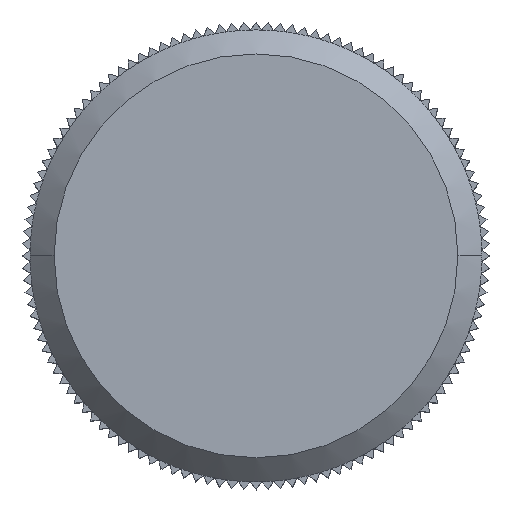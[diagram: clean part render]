
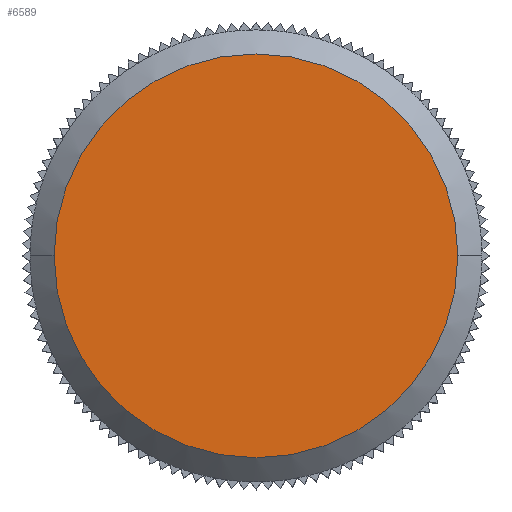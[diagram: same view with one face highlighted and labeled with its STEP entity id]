
A CAD part, top view. The second image highlights one B-rep face of the part: STEP entity #6589.
In plain terms, the highlighted planar face has unit normal (0, 0, 1).
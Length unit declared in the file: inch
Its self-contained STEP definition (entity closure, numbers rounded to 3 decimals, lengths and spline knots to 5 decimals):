
#660 = DIRECTION ( 'NONE',  ( 1., 0., 0. ) ) ;
#661 = DIRECTION ( 'NONE',  ( 0., 0., 1. ) ) ;
#662 = CARTESIAN_POINT ( 'NONE',  ( 0., 0., 0. ) ) ;
#663 = AXIS2_PLACEMENT_3D ( 'NONE', #662, #661, #660 ) ;
#668 = CIRCLE ( 'NONE', #663, 0.0985 ) ;
#1227 = CARTESIAN_POINT ( 'NONE',  ( -0.0985, 0., 0. ) ) ;
#1228 = CARTESIAN_POINT ( 'NONE',  ( 0.0985, 0., 0. ) ) ;
#2753 = DIRECTION ( 'NONE',  ( 1., 0., 0. ) ) ;
#2754 = DIRECTION ( 'NONE',  ( 0., 0., 1. ) ) ;
#2755 = AXIS2_PLACEMENT_3D ( 'NONE', #2775, #2754, #2753 ) ;
#2758 = CIRCLE ( 'NONE', #2755, 0.0985 ) ;
#2775 = CARTESIAN_POINT ( 'NONE',  ( 0., 0., 0. ) ) ;
#2936 = DIRECTION ( 'NONE',  ( 1., 0., 0. ) ) ;
#2937 = DIRECTION ( 'NONE',  ( 0., 0., 1. ) ) ;
#2943 = PLANE ( 'NONE',  #3026 ) ;
#2945 = CARTESIAN_POINT ( 'NONE',  ( 0., 0., 0. ) ) ;
#3021 = FACE_OUTER_BOUND ( 'NONE', #6409, .T. ) ;
#3026 = AXIS2_PLACEMENT_3D ( 'NONE', #2945, #2937, #2936 ) ;
#6409 = EDGE_LOOP ( 'NONE', ( #6413, #6534 ) ) ;
#6413 = ORIENTED_EDGE ( 'NONE', *, *, #6510, .T. ) ;
#6510 = EDGE_CURVE ( 'NONE', #8687, #8686, #2758, .T. ) ;
#6534 = ORIENTED_EDGE ( 'NONE', *, *, #8470, .T. ) ;
#6589 = ADVANCED_FACE ( 'NONE', ( #3021 ), #2943, .T. ) ;
#8470 = EDGE_CURVE ( 'NONE', #8686, #8687, #668, .T. ) ;
#8686 = VERTEX_POINT ( 'NONE', #1228 ) ;
#8687 = VERTEX_POINT ( 'NONE', #1227 ) ;
